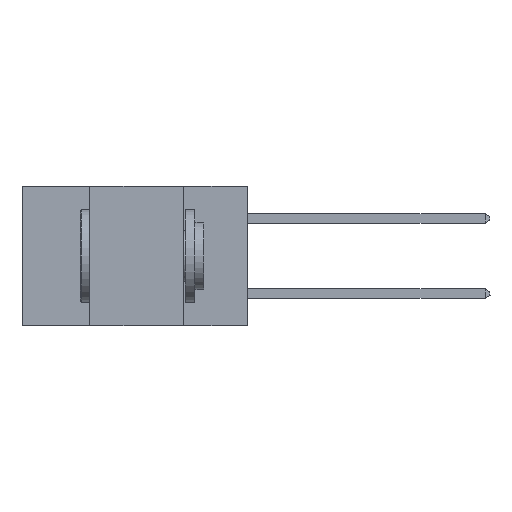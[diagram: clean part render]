
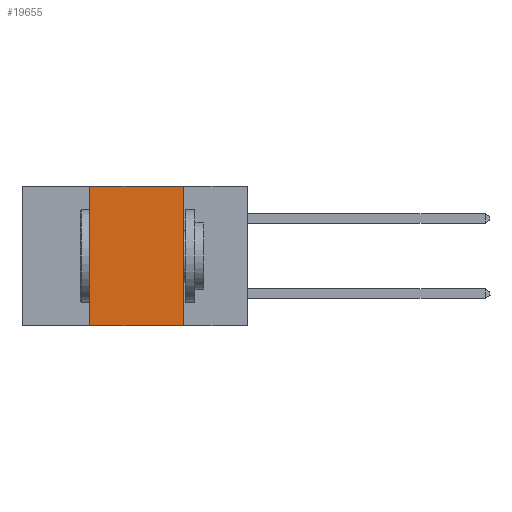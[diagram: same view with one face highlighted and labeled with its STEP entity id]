
A CAD part, left-side view. The second image highlights one B-rep face of the part: STEP entity #19655.
In plain terms, the highlighted planar face has unit normal (-1, 0, 0).
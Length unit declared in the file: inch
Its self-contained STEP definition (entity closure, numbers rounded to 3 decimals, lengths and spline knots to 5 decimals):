
#387 = VECTOR ( 'NONE', #10757, 39.37008 ) ;
#396 = VERTEX_POINT ( 'NONE', #16456 ) ;
#754 = AXIS2_PLACEMENT_3D ( 'NONE', #25552, #11899, #2849 ) ;
#764 = ORIENTED_EDGE ( 'NONE', *, *, #8833, .F. ) ;
#777 = EDGE_LOOP ( 'NONE', ( #26921, #7668, #764, #8751 ) ) ;
#1040 = CARTESIAN_POINT ( 'NONE',  ( 0., 0.17, -0.37 ) ) ;
#1501 = CARTESIAN_POINT ( 'NONE',  ( 0., 0.42, 0. ) ) ;
#2849 = DIRECTION ( 'NONE',  ( 0., 0., -1. ) ) ;
#2850 = DIRECTION ( 'NONE',  ( 0., -1., 0. ) ) ;
#3123 = LINE ( 'NONE', #23286, #19874 ) ;
#3384 = EDGE_CURVE ( 'NONE', #396, #11320, #3123, .T. ) ;
#5586 = EDGE_CURVE ( 'NONE', #18155, #19973, #11518, .T. ) ;
#5717 = CARTESIAN_POINT ( 'NONE',  ( 0., 0.17, 0. ) ) ;
#6146 = VECTOR ( 'NONE', #16924, 39.37008 ) ;
#7668 = ORIENTED_EDGE ( 'NONE', *, *, #5586, .F. ) ;
#8751 = ORIENTED_EDGE ( 'NONE', *, *, #3384, .T. ) ;
#8833 = EDGE_CURVE ( 'NONE', #396, #18155, #13911, .T. ) ;
#10757 = DIRECTION ( 'NONE',  ( 0., 0., 1. ) ) ;
#11320 = VERTEX_POINT ( 'NONE', #1040 ) ;
#11518 = LINE ( 'NONE', #12542, #6146 ) ;
#11899 = DIRECTION ( 'NONE',  ( 1., 0., 0. ) ) ;
#12542 = CARTESIAN_POINT ( 'NONE',  ( 0., 0.6, 0. ) ) ;
#13911 = LINE ( 'NONE', #22145, #387 ) ;
#14094 = PLANE ( 'NONE',  #754 ) ;
#14634 = LINE ( 'NONE', #18090, #26041 ) ;
#14950 = EDGE_CURVE ( 'NONE', #19973, #11320, #14634, .T. ) ;
#15438 = DIRECTION ( 'NONE',  ( 0., 0., -1. ) ) ;
#16456 = CARTESIAN_POINT ( 'NONE',  ( 0., 0.42, -0.37 ) ) ;
#16924 = DIRECTION ( 'NONE',  ( 0., -1., 0. ) ) ;
#18090 = CARTESIAN_POINT ( 'NONE',  ( 0., 0.17, 0. ) ) ;
#18155 = VERTEX_POINT ( 'NONE', #1501 ) ;
#19655 = ADVANCED_FACE ( 'NONE', ( #20370 ), #14094, .F. ) ;
#19874 = VECTOR ( 'NONE', #2850, 39.37008 ) ;
#19973 = VERTEX_POINT ( 'NONE', #5717 ) ;
#20370 = FACE_OUTER_BOUND ( 'NONE', #777, .T. ) ;
#22145 = CARTESIAN_POINT ( 'NONE',  ( 0., 0.42, 0. ) ) ;
#23286 = CARTESIAN_POINT ( 'NONE',  ( 0., 0.6, -0.37 ) ) ;
#25552 = CARTESIAN_POINT ( 'NONE',  ( 0., 0.6, 0. ) ) ;
#26041 = VECTOR ( 'NONE', #15438, 39.37008 ) ;
#26921 = ORIENTED_EDGE ( 'NONE', *, *, #14950, .F. ) ;
